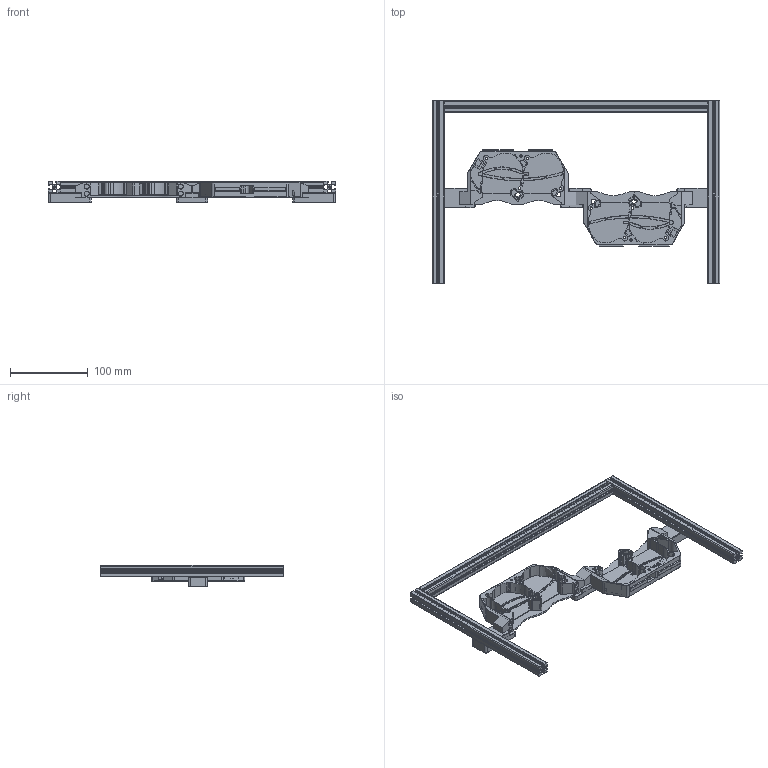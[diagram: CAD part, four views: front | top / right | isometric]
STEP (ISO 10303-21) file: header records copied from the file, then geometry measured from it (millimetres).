
FILE_DESCRIPTION(/* description */ (''),/* implementation_level */ '2;1');
FILE_NAME(/* name */ 'Nevermore_Snake_IDEX v3.step',/* time_stamp */ '2023-03-18T14:34:42-06:00',/* author */ (''),/* organization */ (''),/* preprocessor_version */ 'ST-DEVELOPER v19.2',/* originating_system */ 'Autodesk Translation Framework v11.17.0.187',/* authorisation */ '');
FILE_SCHEMA (('AUTOMOTIVE_DESIGN { 1 0 10303 214 3 1 1 }'));
Products named in the file (13): Nevermore_Snake_IDEX; Z-axis; bed_assembly; bed-frame; 1515-235mm001; 1515-235mm003; 1515-340mm003; Nevermore_SnakeOil_IDEX; Nevermore_Plenum; Nevermore_Plenum (1); Nevermore_Mount_250size_(L); Nevermore_Mount_250size_(R); Center_Brace
Assembly tree (12 placements, depth 5):
  Nevermore_Snake_IDEX
    Z-axis
      bed_assembly
        bed-frame
          1515-235mm001
          1515-235mm003
          1515-340mm003
      Nevermore_SnakeOil_IDEX
        Nevermore_Plenum
        Nevermore_Plenum (1)
        Nevermore_Mount_250size_(L)
        Nevermore_Mount_250size_(R)
        Center_Brace
Bounding box: 370 x 235 x 27.49 mm (x, y, z)
Volume: 241451.3 mm3; surface area: 183506.7 mm2
Topology: 8 solids, 10 shells, 1801 faces, 4980 edges, 3228 vertices
Faces by surface type: plane 916, cylinder 561, bspline 170, torus 82, cone 56, sphere 16
Full cylindrical faces by diameter (mm): 2.5 x3, 3.2 x10, 4.7 x2, 5 x6, 5.2 x4, 6 x12, 6.25 x8, 6.5 x4, 11 x4
Entity records: 64530 total; most frequent: CARTESIAN_POINT 17946, ORIENTED_EDGE 9956, DIRECTION 9446, EDGE_CURVE 4978, VERTEX_POINT 3228, AXIS2_PLACEMENT_3D 3208, LINE 3030, VECTOR 3030
